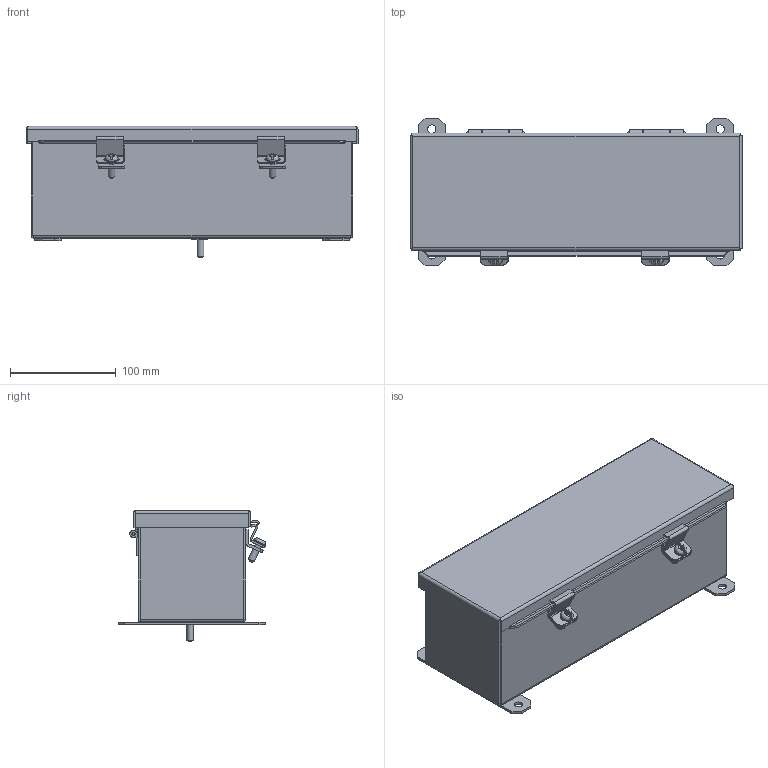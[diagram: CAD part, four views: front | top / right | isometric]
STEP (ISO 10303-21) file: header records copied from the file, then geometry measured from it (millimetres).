
FILE_DESCRIPTION (( 'STEP AP203' ), '1' );
FILE_NAME ('1486C12.step', '2020-11-19T15:46:31', ( 'ADC123' ), ( 'Microsoft' ), 'SwSTEP 2.0', 'SolidWorks 2019', '' );
FILE_SCHEMA (( 'CONFIG_CONTROL_DESIGN' ));
Length unit declared in the file: inch
Products named in the file (1): 1486C12
Bounding box: 314.32 x 139.86 x 124.54 mm (x, y, z)
Volume: 404222.3 mm3; surface area: 407696 mm2
Topology: 22 solids, 22 shells, 488 faces, 1199 edges, 758 vertices
Faces by surface type: plane 325, cylinder 112, bspline 36, cone 15
Full cylindrical faces by diameter (mm): 3.175 x2, 5.41 x2, 6.248 x3, 7.937 x4, 12.192 x3
Entity records: 17188 total; most frequent: CARTESIAN_POINT 6025, ORIENTED_EDGE 2324, DIRECTION 2142, EDGE_CURVE 1162, VECTOR 830, LINE 830, VERTEX_POINT 752, AXIS2_PLACEMENT_3D 656
